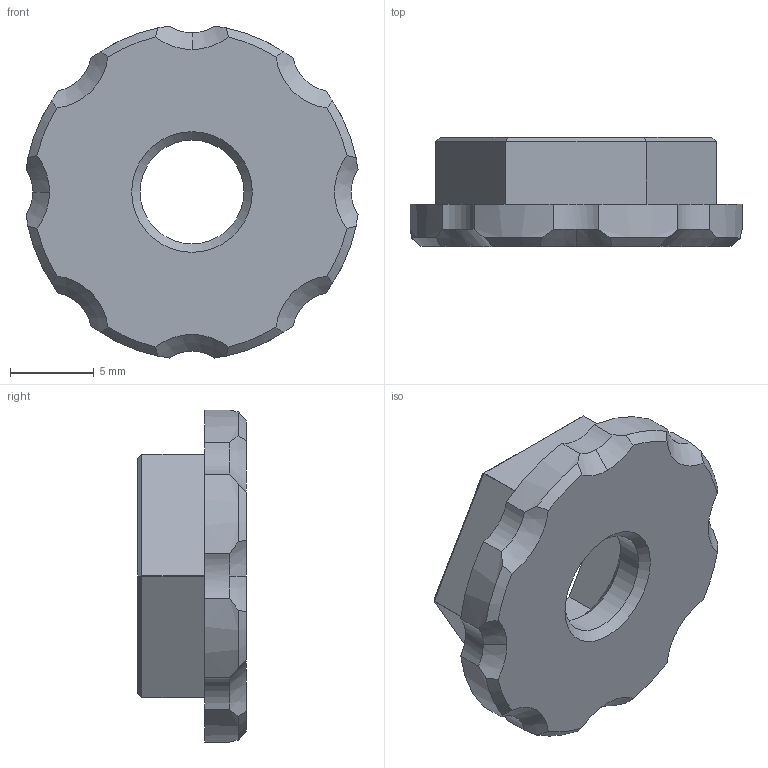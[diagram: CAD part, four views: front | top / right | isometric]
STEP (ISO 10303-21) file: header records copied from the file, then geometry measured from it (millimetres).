
FILE_DESCRIPTION(('HOOPS Exchange Step'),'2;1');
FILE_NAME('temp_export','2023-06-25T17:30:45-04:00',('gmoua'),('Shapr3D Limited'),'HOOPS Exchange 2022.2','Shapr3D','Authorized');
FILE_SCHEMA( ('AUTOMOTIVE_DESIGN { 1 0 10303 214 1 1 1 1 }') );
Length unit declared in the file: millimetre
Products named in the file (1): Tamron 300mm Jericho Handle Lock Knob A
Bounding box: 19.81 x 6.5 x 19.81 mm (x, y, z)
Volume: 958 mm3; surface area: 1073.8 mm2
Topology: 1 solids, 1 shells, 66 faces, 188 edges, 126 vertices
Faces by surface type: cylinder 24, plane 22, cone 20
Full cylindrical faces by diameter (mm): 6.2 x1
Entity records: 2248 total; most frequent: CARTESIAN_POINT 477, ORIENTED_EDGE 376, DIRECTION 370, EDGE_CURVE 188, AXIS2_PLACEMENT_3D 147, VERTEX_POINT 126, VECTOR 76, LINE 76
